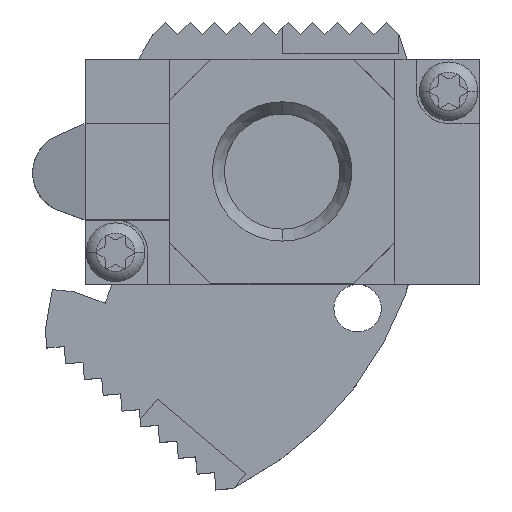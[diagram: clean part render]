
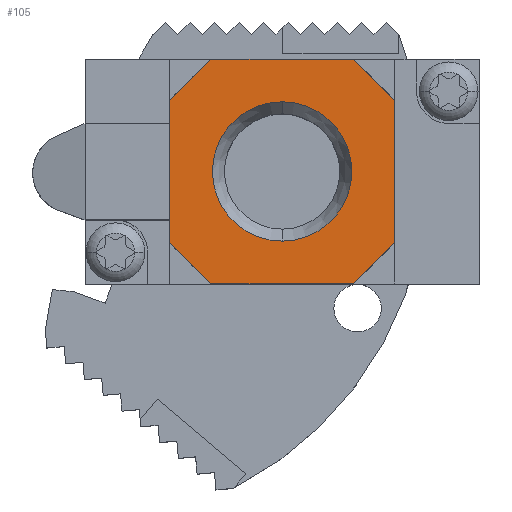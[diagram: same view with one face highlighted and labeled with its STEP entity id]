
A CAD part, top view. The second image highlights one B-rep face of the part: STEP entity #105.
In plain terms, the highlighted face is planar.
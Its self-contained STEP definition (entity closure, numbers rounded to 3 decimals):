
#105 = ADVANCED_FACE ( 'NONE', ( #6462, #3665 ), #170, .T. ) ;
#170 = PLANE ( 'NONE',  #946 ) ;
#298 = DIRECTION ( 'NONE',  ( 0., -1., 0. ) ) ;
#510 = VERTEX_POINT ( 'NONE', #1100 ) ;
#515 = VERTEX_POINT ( 'NONE', #788 ) ;
#552 = AXIS2_PLACEMENT_3D ( 'NONE', #3001, #8285, #6353 ) ;
#586 = VECTOR ( 'NONE', #785, 1000. ) ;
#705 = VECTOR ( 'NONE', #3279, 1000. ) ;
#722 = CARTESIAN_POINT ( 'NONE',  ( 0., -5.6, 11. ) ) ;
#785 = DIRECTION ( 'NONE',  ( 1., 0., 0. ) ) ;
#788 = CARTESIAN_POINT ( 'NONE',  ( -11.25, -5.6, -17.75 ) ) ;
#891 = ORIENTED_EDGE ( 'NONE', *, *, #1244, .T. ) ;
#912 = EDGE_LOOP ( 'NONE', ( #8132, #2304 ) ) ;
#946 = AXIS2_PLACEMENT_3D ( 'NONE', #1654, #298, #7016 ) ;
#1017 = CARTESIAN_POINT ( 'NONE',  ( -17.88, -5.6, 11.12 ) ) ;
#1040 = ORIENTED_EDGE ( 'NONE', *, *, #7582, .F. ) ;
#1100 = CARTESIAN_POINT ( 'NONE',  ( -17.75, -5.6, 11.25 ) ) ;
#1244 = EDGE_CURVE ( 'NONE', #510, #2803, #3987, .T. ) ;
#1342 = EDGE_CURVE ( 'NONE', #3814, #8549, #7714, .T. ) ;
#1454 = ORIENTED_EDGE ( 'NONE', *, *, #5055, .F. ) ;
#1487 = LINE ( 'NONE', #1569, #7146 ) ;
#1569 = CARTESIAN_POINT ( 'NONE',  ( 17.75, -5.6, 18.46 ) ) ;
#1654 = CARTESIAN_POINT ( 'NONE',  ( 18.46, -5.6, 18.46 ) ) ;
#1780 = LINE ( 'NONE', #4472, #5564 ) ;
#1786 = ORIENTED_EDGE ( 'NONE', *, *, #3066, .F. ) ;
#1878 = CARTESIAN_POINT ( 'NONE',  ( 11.25, -5.6, 17.75 ) ) ;
#2002 = CARTESIAN_POINT ( 'NONE',  ( 11.25, -5.6, -17.75 ) ) ;
#2032 = CARTESIAN_POINT ( 'NONE',  ( -17.75, -5.6, -11.25 ) ) ;
#2304 = ORIENTED_EDGE ( 'NONE', *, *, #6464, .F. ) ;
#2465 = CARTESIAN_POINT ( 'NONE',  ( 0., -5.6, -11. ) ) ;
#2489 = CARTESIAN_POINT ( 'NONE',  ( -11.12, -5.6, -17.88 ) ) ;
#2746 = VECTOR ( 'NONE', #5241, 1000. ) ;
#2803 = VERTEX_POINT ( 'NONE', #2032 ) ;
#2848 = DIRECTION ( 'NONE',  ( 0., 0., 1. ) ) ;
#2881 = VECTOR ( 'NONE', #2970, 1000. ) ;
#2882 = DIRECTION ( 'NONE',  ( 0., -1., 0. ) ) ;
#2970 = DIRECTION ( 'NONE',  ( 0.707, 0., 0.707 ) ) ;
#3001 = CARTESIAN_POINT ( 'NONE',  ( 0., -5.6, 0. ) ) ;
#3066 = EDGE_CURVE ( 'NONE', #515, #2803, #3182, .T. ) ;
#3182 = LINE ( 'NONE', #2489, #2746 ) ;
#3279 = DIRECTION ( 'NONE',  ( -0.707, 0., -0.707 ) ) ;
#3392 = CIRCLE ( 'NONE', #552, 11. ) ;
#3402 = LINE ( 'NONE', #6327, #586 ) ;
#3654 = DIRECTION ( 'NONE',  ( -1., 0., 0. ) ) ;
#3665 = FACE_OUTER_BOUND ( 'NONE', #4864, .T. ) ;
#3814 = VERTEX_POINT ( 'NONE', #1878 ) ;
#3951 = VERTEX_POINT ( 'NONE', #6820 ) ;
#3987 = LINE ( 'NONE', #5380, #7376 ) ;
#4221 = VECTOR ( 'NONE', #3654, 1000. ) ;
#4281 = CARTESIAN_POINT ( 'NONE',  ( 0., -5.6, 0. ) ) ;
#4320 = DIRECTION ( 'NONE',  ( 0., 0., -1. ) ) ;
#4472 = CARTESIAN_POINT ( 'NONE',  ( 11.12, -5.6, 17.88 ) ) ;
#4824 = VERTEX_POINT ( 'NONE', #2002 ) ;
#4864 = EDGE_LOOP ( 'NONE', ( #7214, #6067, #1454, #6717, #1040, #891, #1786, #7991 ) ) ;
#4924 = EDGE_CURVE ( 'NONE', #3951, #4824, #7341, .T. ) ;
#5055 = EDGE_CURVE ( 'NONE', #3814, #8816, #1780, .T. ) ;
#5129 = CIRCLE ( 'NONE', #6566, 11. ) ;
#5152 = CARTESIAN_POINT ( 'NONE',  ( 17.88, -5.6, -11.12 ) ) ;
#5241 = DIRECTION ( 'NONE',  ( -0.707, 0., 0.707 ) ) ;
#5380 = CARTESIAN_POINT ( 'NONE',  ( -17.75, -5.6, 18.46 ) ) ;
#5564 = VECTOR ( 'NONE', #7220, 1000. ) ;
#5575 = CARTESIAN_POINT ( 'NONE',  ( 18.46, -5.6, 17.75 ) ) ;
#5630 = EDGE_CURVE ( 'NONE', #7161, #6749, #3392, .T. ) ;
#6067 = ORIENTED_EDGE ( 'NONE', *, *, #7192, .T. ) ;
#6327 = CARTESIAN_POINT ( 'NONE',  ( 18.46, -5.6, -17.75 ) ) ;
#6353 = DIRECTION ( 'NONE',  ( 0., 0., -1. ) ) ;
#6462 = FACE_BOUND ( 'NONE', #912, .T. ) ;
#6464 = EDGE_CURVE ( 'NONE', #6749, #7161, #5129, .T. ) ;
#6566 = AXIS2_PLACEMENT_3D ( 'NONE', #4281, #2882, #4320 ) ;
#6717 = ORIENTED_EDGE ( 'NONE', *, *, #1342, .T. ) ;
#6749 = VERTEX_POINT ( 'NONE', #722 ) ;
#6816 = DIRECTION ( 'NONE',  ( 0., 0., -1. ) ) ;
#6820 = CARTESIAN_POINT ( 'NONE',  ( 17.75, -5.6, -11.25 ) ) ;
#7016 = DIRECTION ( 'NONE',  ( 0., 0., -1. ) ) ;
#7146 = VECTOR ( 'NONE', #2848, 1000. ) ;
#7153 = CARTESIAN_POINT ( 'NONE',  ( 17.75, -5.6, 11.25 ) ) ;
#7161 = VERTEX_POINT ( 'NONE', #2465 ) ;
#7192 = EDGE_CURVE ( 'NONE', #3951, #8816, #1487, .T. ) ;
#7214 = ORIENTED_EDGE ( 'NONE', *, *, #4924, .F. ) ;
#7220 = DIRECTION ( 'NONE',  ( 0.707, 0., -0.707 ) ) ;
#7341 = LINE ( 'NONE', #5152, #705 ) ;
#7376 = VECTOR ( 'NONE', #6816, 1000. ) ;
#7509 = EDGE_CURVE ( 'NONE', #515, #4824, #3402, .T. ) ;
#7582 = EDGE_CURVE ( 'NONE', #510, #8549, #8391, .T. ) ;
#7714 = LINE ( 'NONE', #5575, #4221 ) ;
#7991 = ORIENTED_EDGE ( 'NONE', *, *, #7509, .T. ) ;
#8132 = ORIENTED_EDGE ( 'NONE', *, *, #5630, .F. ) ;
#8267 = CARTESIAN_POINT ( 'NONE',  ( -11.25, -5.6, 17.75 ) ) ;
#8285 = DIRECTION ( 'NONE',  ( 0., -1., 0. ) ) ;
#8391 = LINE ( 'NONE', #1017, #2881 ) ;
#8549 = VERTEX_POINT ( 'NONE', #8267 ) ;
#8816 = VERTEX_POINT ( 'NONE', #7153 ) ;
